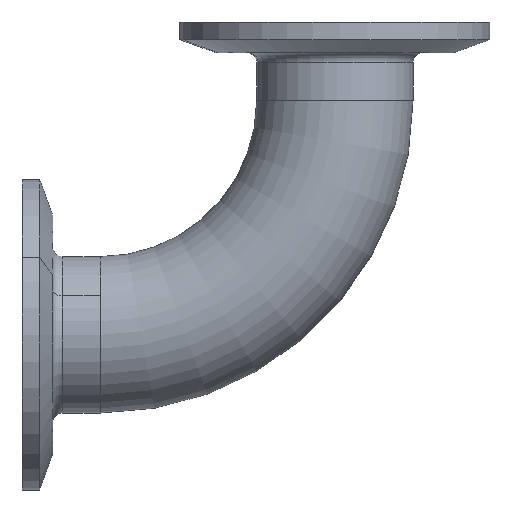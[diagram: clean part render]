
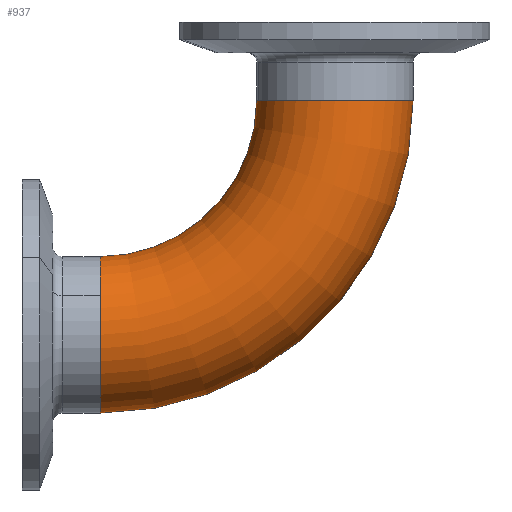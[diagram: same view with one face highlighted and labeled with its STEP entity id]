
A CAD part, front view. The second image highlights one B-rep face of the part: STEP entity #937.
In plain terms, the highlighted toroidal (fillet/blend) face has major radius 38.1 mm and minor radius 12.7 mm.
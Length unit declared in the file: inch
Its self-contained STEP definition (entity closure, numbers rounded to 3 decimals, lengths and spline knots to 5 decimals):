
#11 = CARTESIAN_POINT ( 'NONE',  ( 0., 0., 0. ) ) ;
#59 = DIRECTION ( 'NONE',  ( 0., 0., -1. ) ) ;
#61 = DIRECTION ( 'NONE',  ( 0., 0., 1. ) ) ;
#73 = ORIENTED_EDGE ( 'NONE', *, *, #402, .F. ) ;
#104 = CARTESIAN_POINT ( 'NONE',  ( 0., 0., 0. ) ) ;
#133 = CIRCLE ( 'NONE', #156, 2. ) ;
#146 = CARTESIAN_POINT ( 'NONE',  ( 2., 0., 0. ) ) ;
#156 = AXIS2_PLACEMENT_3D ( 'NONE', #104, #356, #585 ) ;
#157 = EDGE_CURVE ( 'NONE', #197, #712, #133, .T. ) ;
#197 = VERTEX_POINT ( 'NONE', #519 ) ;
#214 = CARTESIAN_POINT ( 'NONE',  ( 0., 0., -1. ) ) ;
#275 = CARTESIAN_POINT ( 'NONE',  ( 1., 0., 0. ) ) ;
#328 = EDGE_CURVE ( 'NONE', #393, #712, #816, .T. ) ;
#334 = DIRECTION ( 'NONE',  ( 0., 0., -1. ) ) ;
#356 = DIRECTION ( 'NONE',  ( 0., -1., 0. ) ) ;
#360 = AXIS2_PLACEMENT_3D ( 'NONE', #606, #61, #997 ) ;
#373 = EDGE_LOOP ( 'NONE', ( #772, #887, #718, #73 ) ) ;
#393 = VERTEX_POINT ( 'NONE', #275 ) ;
#402 = EDGE_CURVE ( 'NONE', #743, #393, #532, .T. ) ;
#410 = AXIS2_PLACEMENT_3D ( 'NONE', #421, #979, #586 ) ;
#421 = CARTESIAN_POINT ( 'NONE',  ( 0., 0., 0. ) ) ;
#519 = CARTESIAN_POINT ( 'NONE',  ( 0., 0., -2. ) ) ;
#532 = CIRCLE ( 'NONE', #410, 1. ) ;
#585 = DIRECTION ( 'NONE',  ( 0., 0., -1. ) ) ;
#586 = DIRECTION ( 'NONE',  ( 0., 0., -1. ) ) ;
#606 = CARTESIAN_POINT ( 'NONE',  ( 1.5, 0., 0. ) ) ;
#652 = DIRECTION ( 'NONE',  ( 0., -1., 0. ) ) ;
#712 = VERTEX_POINT ( 'NONE', #146 ) ;
#718 = ORIENTED_EDGE ( 'NONE', *, *, #328, .F. ) ;
#743 = VERTEX_POINT ( 'NONE', #214 ) ;
#749 = FACE_OUTER_BOUND ( 'NONE', #373, .T. ) ;
#764 = CARTESIAN_POINT ( 'NONE',  ( 0., 0., -1.5 ) ) ;
#771 = AXIS2_PLACEMENT_3D ( 'NONE', #11, #652, #334 ) ;
#772 = ORIENTED_EDGE ( 'NONE', *, *, #970, .T. ) ;
#808 = TOROIDAL_SURFACE ( 'NONE', #771, 1.5, 0.5 ) ;
#816 = CIRCLE ( 'NONE', #360, 0.5 ) ;
#887 = ORIENTED_EDGE ( 'NONE', *, *, #157, .T. ) ;
#900 = CIRCLE ( 'NONE', #926, 0.5 ) ;
#926 = AXIS2_PLACEMENT_3D ( 'NONE', #764, #1008, #59 ) ;
#937 = ADVANCED_FACE ( 'NONE', ( #749 ), #808, .T. ) ;
#970 = EDGE_CURVE ( 'NONE', #743, #197, #900, .T. ) ;
#979 = DIRECTION ( 'NONE',  ( 0., -1., 0. ) ) ;
#997 = DIRECTION ( 'NONE',  ( 1., 0., 0. ) ) ;
#1008 = DIRECTION ( 'NONE',  ( 1., 0., 0. ) ) ;
